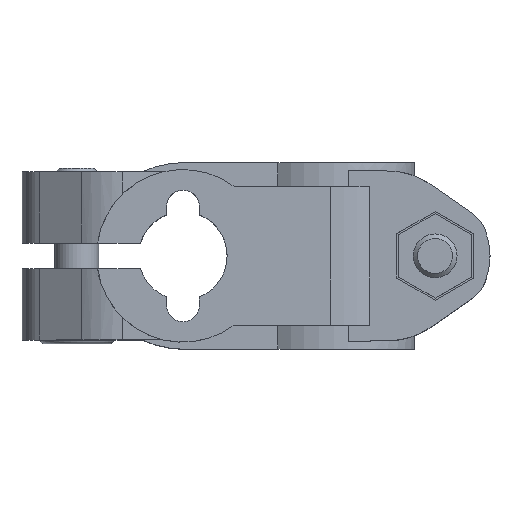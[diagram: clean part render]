
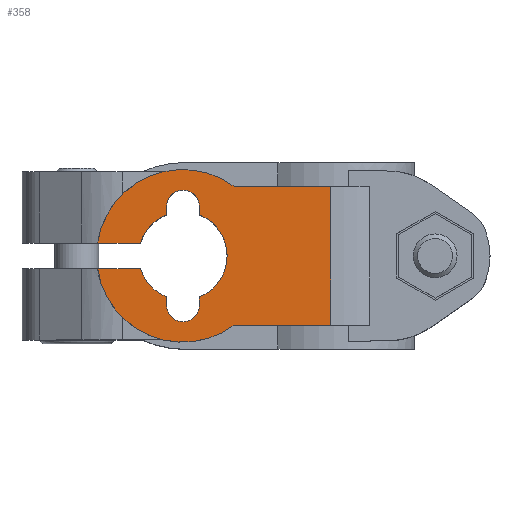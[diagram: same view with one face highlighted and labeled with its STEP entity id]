
A CAD part, top view. The second image highlights one B-rep face of the part: STEP entity #358.
In plain terms, the highlighted planar face has unit normal (0, 0, 1).
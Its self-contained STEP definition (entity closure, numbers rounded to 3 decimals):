
#358 = ADVANCED_FACE( '', ( #806 ), #807, .T. );
#806 = FACE_OUTER_BOUND( '', #1339, .T. );
#807 = PLANE( '', #1340 );
#1339 = EDGE_LOOP( '', ( #2372, #2373, #2374, #2375, #2376, #2377, #2378, #2379, #2380, #2381, #2382, #2383, #2384, #2385, #2386, #2387 ) );
#1340 = AXIS2_PLACEMENT_3D( '', #2388, #2389, #2390 );
#2372 = ORIENTED_EDGE( '', *, *, #3496, .F. );
#2373 = ORIENTED_EDGE( '', *, *, #3269, .F. );
#2374 = ORIENTED_EDGE( '', *, *, #3396, .F. );
#2375 = ORIENTED_EDGE( '', *, *, #3497, .F. );
#2376 = ORIENTED_EDGE( '', *, *, #3498, .T. );
#2377 = ORIENTED_EDGE( '', *, *, #3490, .T. );
#2378 = ORIENTED_EDGE( '', *, *, #3499, .F. );
#2379 = ORIENTED_EDGE( '', *, *, #3500, .T. );
#2380 = ORIENTED_EDGE( '', *, *, #3501, .T. );
#2381 = ORIENTED_EDGE( '', *, *, #3111, .F. );
#2382 = ORIENTED_EDGE( '', *, *, #3445, .F. );
#2383 = ORIENTED_EDGE( '', *, *, #3502, .F. );
#2384 = ORIENTED_EDGE( '', *, *, #3125, .F. );
#2385 = ORIENTED_EDGE( '', *, *, #3311, .F. );
#2386 = ORIENTED_EDGE( '', *, *, #3503, .F. );
#2387 = ORIENTED_EDGE( '', *, *, #3504, .F. );
#2388 = CARTESIAN_POINT( '', ( 0., 0., 12.75 ) );
#2389 = DIRECTION( '', ( 0., 0., 1. ) );
#2390 = DIRECTION( '', ( 1., 0., 0. ) );
#3111 = EDGE_CURVE( '', #3713, #3695, #3715, .T. );
#3125 = EDGE_CURVE( '', #3738, #3740, #3741, .T. );
#3269 = EDGE_CURVE( '', #3986, #3987, #3988, .T. );
#3311 = EDGE_CURVE( '', #4054, #3738, #4055, .T. );
#3396 = EDGE_CURVE( '', #4186, #3986, #4187, .T. );
#3445 = EDGE_CURVE( '', #4259, #3713, #4261, .T. );
#3490 = EDGE_CURVE( '', #4324, #4322, #4325, .T. );
#3496 = EDGE_CURVE( '', #3987, #4331, #4332, .T. );
#3497 = EDGE_CURVE( '', #4333, #4186, #4334, .T. );
#3498 = EDGE_CURVE( '', #4333, #4324, #4335, .T. );
#3499 = EDGE_CURVE( '', #4336, #4322, #4337, .T. );
#3500 = EDGE_CURVE( '', #4336, #4338, #4339, .T. );
#3501 = EDGE_CURVE( '', #4338, #3695, #4340, .T. );
#3502 = EDGE_CURVE( '', #3740, #4259, #4341, .T. );
#3503 = EDGE_CURVE( '', #4342, #4054, #4343, .T. );
#3504 = EDGE_CURVE( '', #4331, #4342, #4344, .T. );
#3695 = VERTEX_POINT( '', #4582 );
#3713 = VERTEX_POINT( '', #4605 );
#3715 = LINE( '', #4608, #4609 );
#3738 = VERTEX_POINT( '', #4638 );
#3740 = VERTEX_POINT( '', #4641 );
#3741 = CIRCLE( '', #4642, 2.25 );
#3986 = VERTEX_POINT( '', #4989 );
#3987 = VERTEX_POINT( '', #4990 );
#3988 = LINE( '', #4991, #4992 );
#4054 = VERTEX_POINT( '', #5107 );
#4055 = LINE( '', #5108, #5109 );
#4186 = VERTEX_POINT( '', #5300 );
#4187 = CIRCLE( '', #5301, 6.05 );
#4259 = VERTEX_POINT( '', #5397 );
#4261 = CIRCLE( '', #5400, 6.05 );
#4322 = VERTEX_POINT( '', #5482 );
#4324 = VERTEX_POINT( '', #5484 );
#4325 = LINE( '', #5485, #5486 );
#4331 = VERTEX_POINT( '', #5495 );
#4332 = CIRCLE( '', #5496, 2.25 );
#4333 = VERTEX_POINT( '', #5497 );
#4334 = LINE( '', #5498, #5499 );
#4335 = CIRCLE( '', #5500, 11.8 );
#4336 = VERTEX_POINT( '', #5501 );
#4337 = LINE( '', #5502, #5503 );
#4338 = VERTEX_POINT( '', #5504 );
#4339 = LINE( '', #5505, #5506 );
#4340 = CIRCLE( '', #5507, 11.8 );
#4341 = LINE( '', #5508, #5509 );
#4342 = VERTEX_POINT( '', #5510 );
#4343 = CIRCLE( '', #5511, 6.05 );
#4344 = LINE( '', #5512, #5513 );
#4582 = CARTESIAN_POINT( '', ( -11.67, 1.75, 12.75 ) );
#4605 = CARTESIAN_POINT( '', ( -5.791, 1.75, 12.75 ) );
#4608 = CARTESIAN_POINT( '', ( -5.791, 1.75, 12.75 ) );
#4609 = VECTOR( '', #5833, 1000. );
#4638 = CARTESIAN_POINT( '', ( 2.25, 6.75, 12.75 ) );
#4641 = CARTESIAN_POINT( '', ( -2.25, 6.75, 12.75 ) );
#4642 = AXIS2_PLACEMENT_3D( '', #5850, #5851, #5852 );
#4989 = CARTESIAN_POINT( '', ( -2.25, -5.616, 12.75 ) );
#4990 = CARTESIAN_POINT( '', ( -2.25, -6.75, 12.75 ) );
#4991 = CARTESIAN_POINT( '', ( -2.25, 6.75, 12.75 ) );
#4992 = VECTOR( '', #6012, 1000. );
#5107 = CARTESIAN_POINT( '', ( 2.25, 5.616, 12.75 ) );
#5108 = CARTESIAN_POINT( '', ( 2.25, -6.75, 12.75 ) );
#5109 = VECTOR( '', #6057, 1000. );
#5300 = CARTESIAN_POINT( '', ( -5.791, -1.75, 12.75 ) );
#5301 = AXIS2_PLACEMENT_3D( '', #6153, #6154, #6155 );
#5397 = CARTESIAN_POINT( '', ( -2.25, 5.616, 12.75 ) );
#5400 = AXIS2_PLACEMENT_3D( '', #6220, #6221, #6222 );
#5482 = CARTESIAN_POINT( '', ( 20.2, -9.5, 12.75 ) );
#5484 = CARTESIAN_POINT( '', ( 6.999, -9.5, 12.75 ) );
#5485 = CARTESIAN_POINT( '', ( 6.999, -9.5, 12.75 ) );
#5486 = VECTOR( '', #6277, 1000. );
#5495 = CARTESIAN_POINT( '', ( 2.25, -6.75, 12.75 ) );
#5496 = AXIS2_PLACEMENT_3D( '', #6281, #6282, #6283 );
#5497 = CARTESIAN_POINT( '', ( -11.67, -1.75, 12.75 ) );
#5498 = CARTESIAN_POINT( '', ( -49., -1.75, 12.75 ) );
#5499 = VECTOR( '', #6284, 1000. );
#5500 = AXIS2_PLACEMENT_3D( '', #6285, #6286, #6287 );
#5501 = CARTESIAN_POINT( '', ( 20.2, 9.5, 12.75 ) );
#5502 = CARTESIAN_POINT( '', ( 20.2, 11.5, 12.75 ) );
#5503 = VECTOR( '', #6288, 1000. );
#5504 = CARTESIAN_POINT( '', ( 6.999, 9.5, 12.75 ) );
#5505 = CARTESIAN_POINT( '', ( 25.5, 9.5, 12.75 ) );
#5506 = VECTOR( '', #6289, 1000. );
#5507 = AXIS2_PLACEMENT_3D( '', #6290, #6291, #6292 );
#5508 = CARTESIAN_POINT( '', ( -2.25, 6.75, 12.75 ) );
#5509 = VECTOR( '', #6293, 1000. );
#5510 = CARTESIAN_POINT( '', ( 2.25, -5.616, 12.75 ) );
#5511 = AXIS2_PLACEMENT_3D( '', #6294, #6295, #6296 );
#5512 = CARTESIAN_POINT( '', ( 2.25, -6.75, 12.75 ) );
#5513 = VECTOR( '', #6297, 1000. );
#5833 = DIRECTION( '', ( -1., 0., 0. ) );
#5850 = CARTESIAN_POINT( '', ( 0., 6.75, 12.75 ) );
#5851 = DIRECTION( '', ( 0., 0., 1. ) );
#5852 = DIRECTION( '', ( 1., 0., 0. ) );
#6012 = DIRECTION( '', ( 0., -1., 0. ) );
#6057 = DIRECTION( '', ( 0., 1., 0. ) );
#6153 = CARTESIAN_POINT( '', ( 0., 0., 12.75 ) );
#6154 = DIRECTION( '', ( 0., 0., 1. ) );
#6155 = DIRECTION( '', ( 1., 0., 0. ) );
#6220 = CARTESIAN_POINT( '', ( 0., 0., 12.75 ) );
#6221 = DIRECTION( '', ( 0., 0., 1. ) );
#6222 = DIRECTION( '', ( 1., 0., 0. ) );
#6277 = DIRECTION( '', ( 1., 0., 0. ) );
#6281 = CARTESIAN_POINT( '', ( 0., -6.75, 12.75 ) );
#6282 = DIRECTION( '', ( 0., 0., 1. ) );
#6283 = DIRECTION( '', ( 1., 0., 0. ) );
#6284 = DIRECTION( '', ( 1., 0., 0. ) );
#6285 = CARTESIAN_POINT( '', ( 0., 0., 12.75 ) );
#6286 = DIRECTION( '', ( 0., 0., 1. ) );
#6287 = DIRECTION( '', ( 1., 0., 0. ) );
#6288 = DIRECTION( '', ( 0., -1., 0. ) );
#6289 = DIRECTION( '', ( -1., 0., 0. ) );
#6290 = CARTESIAN_POINT( '', ( 0., 0., 12.75 ) );
#6291 = DIRECTION( '', ( 0., 0., 1. ) );
#6292 = DIRECTION( '', ( 1., 0., 0. ) );
#6293 = DIRECTION( '', ( 0., -1., 0. ) );
#6294 = CARTESIAN_POINT( '', ( 0., 0., 12.75 ) );
#6295 = DIRECTION( '', ( 0., 0., 1. ) );
#6296 = DIRECTION( '', ( 1., 0., 0. ) );
#6297 = DIRECTION( '', ( 0., 1., 0. ) );
